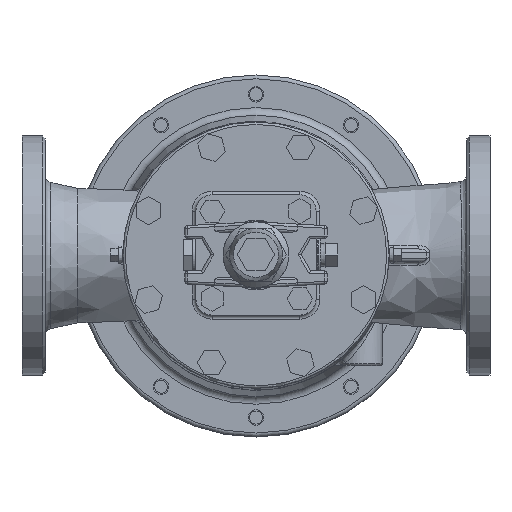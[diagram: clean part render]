
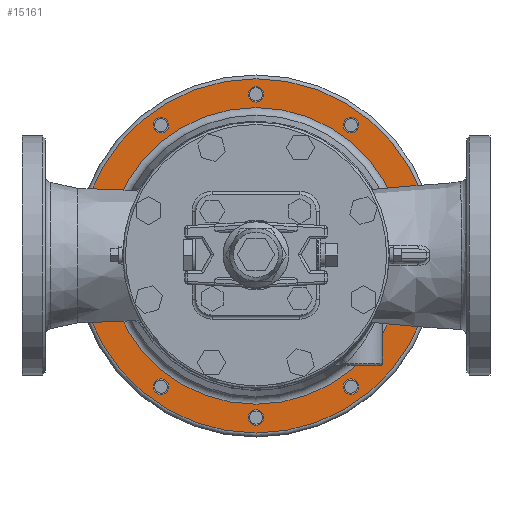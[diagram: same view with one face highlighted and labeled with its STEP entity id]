
A CAD part, top view. The second image highlights one B-rep face of the part: STEP entity #15161.
In plain terms, the highlighted planar face has unit normal (0, 0, 1).
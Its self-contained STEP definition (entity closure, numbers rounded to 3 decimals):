
#113=PLANE('',#16284);
#3257=FACE_BOUND('',#4802,.T.);
#3258=FACE_BOUND('',#4803,.T.);
#3259=FACE_BOUND('',#4804,.T.);
#3260=FACE_BOUND('',#4805,.T.);
#3261=FACE_BOUND('',#4806,.T.);
#3262=FACE_BOUND('',#4807,.T.);
#3263=FACE_BOUND('',#4808,.T.);
#3264=FACE_BOUND('',#4809,.T.);
#3265=FACE_BOUND('',#4810,.T.);
#3266=FACE_BOUND('',#4811,.T.);
#3267=FACE_BOUND('',#4812,.T.);
#3691=FACE_OUTER_BOUND('',#4801,.T.);
#4801=EDGE_LOOP('',(#11039));
#4802=EDGE_LOOP('',(#11040));
#4803=EDGE_LOOP('',(#11041));
#4804=EDGE_LOOP('',(#11042));
#4805=EDGE_LOOP('',(#11043));
#4806=EDGE_LOOP('',(#11044));
#4807=EDGE_LOOP('',(#11045));
#4808=EDGE_LOOP('',(#11046));
#4809=EDGE_LOOP('',(#11047));
#4810=EDGE_LOOP('',(#11048));
#4811=EDGE_LOOP('',(#11049));
#4812=EDGE_LOOP('',(#11050));
#6322=CIRCLE('',#16179,5.053);
#6324=CIRCLE('',#16182,5.053);
#6326=CIRCLE('',#16185,5.053);
#6328=CIRCLE('',#16188,5.053);
#6330=CIRCLE('',#16191,5.053);
#6332=CIRCLE('',#16194,5.053);
#6334=CIRCLE('',#16197,5.053);
#6336=CIRCLE('',#16200,5.053);
#6338=CIRCLE('',#16203,5.053);
#6340=CIRCLE('',#16206,5.053);
#6383=CIRCLE('',#16283,137.);
#6384=CIRCLE('',#16285,114.73);
#7091=VERTEX_POINT('',#23690);
#7093=VERTEX_POINT('',#23695);
#7095=VERTEX_POINT('',#23700);
#7097=VERTEX_POINT('',#23705);
#7099=VERTEX_POINT('',#23710);
#7101=VERTEX_POINT('',#23715);
#7103=VERTEX_POINT('',#23720);
#7105=VERTEX_POINT('',#23725);
#7107=VERTEX_POINT('',#23730);
#7109=VERTEX_POINT('',#23735);
#7194=VERTEX_POINT('',#25758);
#7195=VERTEX_POINT('',#25761);
#8543=EDGE_CURVE('',#7091,#7091,#6322,.T.);
#8545=EDGE_CURVE('',#7093,#7093,#6324,.T.);
#8547=EDGE_CURVE('',#7095,#7095,#6326,.T.);
#8549=EDGE_CURVE('',#7097,#7097,#6328,.T.);
#8551=EDGE_CURVE('',#7099,#7099,#6330,.T.);
#8553=EDGE_CURVE('',#7101,#7101,#6332,.T.);
#8555=EDGE_CURVE('',#7103,#7103,#6334,.T.);
#8557=EDGE_CURVE('',#7105,#7105,#6336,.T.);
#8559=EDGE_CURVE('',#7107,#7107,#6338,.T.);
#8561=EDGE_CURVE('',#7109,#7109,#6340,.T.);
#8688=EDGE_CURVE('',#7194,#7194,#6383,.T.);
#8689=EDGE_CURVE('',#7195,#7195,#6384,.T.);
#11039=ORIENTED_EDGE('',*,*,#8688,.F.);
#11040=ORIENTED_EDGE('',*,*,#8543,.T.);
#11041=ORIENTED_EDGE('',*,*,#8545,.T.);
#11042=ORIENTED_EDGE('',*,*,#8547,.T.);
#11043=ORIENTED_EDGE('',*,*,#8549,.T.);
#11044=ORIENTED_EDGE('',*,*,#8551,.T.);
#11045=ORIENTED_EDGE('',*,*,#8553,.T.);
#11046=ORIENTED_EDGE('',*,*,#8555,.T.);
#11047=ORIENTED_EDGE('',*,*,#8557,.T.);
#11048=ORIENTED_EDGE('',*,*,#8559,.T.);
#11049=ORIENTED_EDGE('',*,*,#8561,.T.);
#11050=ORIENTED_EDGE('',*,*,#8689,.F.);
#15161=ADVANCED_FACE('',(#3691,#3257,#3258,#3259,#3260,#3261,#3262,#3263,
#3264,#3265,#3266,#3267),#113,.T.);
#16179=AXIS2_PLACEMENT_3D('',#23691,#17940,#17941);
#16182=AXIS2_PLACEMENT_3D('',#23696,#17946,#17947);
#16185=AXIS2_PLACEMENT_3D('',#23701,#17952,#17953);
#16188=AXIS2_PLACEMENT_3D('',#23706,#17958,#17959);
#16191=AXIS2_PLACEMENT_3D('',#23711,#17964,#17965);
#16194=AXIS2_PLACEMENT_3D('',#23716,#17970,#17971);
#16197=AXIS2_PLACEMENT_3D('',#23721,#17976,#17977);
#16200=AXIS2_PLACEMENT_3D('',#23726,#17982,#17983);
#16203=AXIS2_PLACEMENT_3D('',#23731,#17988,#17989);
#16206=AXIS2_PLACEMENT_3D('',#23736,#17994,#17995);
#16283=AXIS2_PLACEMENT_3D('',#25759,#18160,#18161);
#16284=AXIS2_PLACEMENT_3D('',#25760,#18162,#18163);
#16285=AXIS2_PLACEMENT_3D('',#25762,#18164,#18165);
#17940=DIRECTION('center_axis',(0.,0.,-1.));
#17941=DIRECTION('ref_axis',(-0.809,0.588,0.));
#17946=DIRECTION('center_axis',(0.,0.,-1.));
#17947=DIRECTION('ref_axis',(-0.309,0.951,0.));
#17952=DIRECTION('center_axis',(0.,0.,-1.));
#17953=DIRECTION('ref_axis',(0.309,0.951,0.));
#17958=DIRECTION('center_axis',(0.,0.,-1.));
#17959=DIRECTION('ref_axis',(0.809,0.588,0.));
#17964=DIRECTION('center_axis',(0.,0.,-1.));
#17965=DIRECTION('ref_axis',(1.,0.,0.));
#17970=DIRECTION('center_axis',(0.,0.,-1.));
#17971=DIRECTION('ref_axis',(0.809,-0.588,0.));
#17976=DIRECTION('center_axis',(0.,0.,-1.));
#17977=DIRECTION('ref_axis',(0.309,-0.951,0.));
#17982=DIRECTION('center_axis',(0.,0.,-1.));
#17983=DIRECTION('ref_axis',(-0.309,-0.951,0.));
#17988=DIRECTION('center_axis',(0.,0.,-1.));
#17989=DIRECTION('ref_axis',(-0.809,-0.588,0.));
#17994=DIRECTION('center_axis',(0.,0.,-1.));
#17995=DIRECTION('ref_axis',(-1.,0.,0.));
#18160=DIRECTION('center_axis',(0.,0.,-1.));
#18161=DIRECTION('ref_axis',(-1.,0.,0.));
#18162=DIRECTION('center_axis',(0.,0.,1.));
#18163=DIRECTION('ref_axis',(1.,0.,0.));
#18164=DIRECTION('center_axis',(0.,0.,1.));
#18165=DIRECTION('ref_axis',(-1.,0.,0.));
#23690=CARTESIAN_POINT('',(77.561,98.157,30.));
#23691=CARTESIAN_POINT('Origin',(73.473,101.127,30.));
#23695=CARTESIAN_POINT('',(120.444,33.821,30.));
#23696=CARTESIAN_POINT('Origin',(118.882,38.627,30.));
#23700=CARTESIAN_POINT('',(117.321,-43.433,30.));
#23701=CARTESIAN_POINT('Origin',(118.882,-38.627,30.));
#23705=CARTESIAN_POINT('',(69.385,-104.097,30.));
#23706=CARTESIAN_POINT('Origin',(73.473,-101.127,30.));
#23710=CARTESIAN_POINT('',(-5.053,-125.,30.));
#23711=CARTESIAN_POINT('Origin',(0.,-125.,30.));
#23715=CARTESIAN_POINT('',(-77.561,-98.157,30.));
#23716=CARTESIAN_POINT('Origin',(-73.473,-101.127,30.));
#23720=CARTESIAN_POINT('',(-120.444,-33.821,30.));
#23721=CARTESIAN_POINT('Origin',(-118.882,-38.627,30.));
#23725=CARTESIAN_POINT('',(-117.321,43.433,30.));
#23726=CARTESIAN_POINT('Origin',(-118.882,38.627,30.));
#23730=CARTESIAN_POINT('',(-69.385,104.097,30.));
#23731=CARTESIAN_POINT('Origin',(-73.473,101.127,30.));
#23735=CARTESIAN_POINT('',(5.053,125.,30.));
#23736=CARTESIAN_POINT('Origin',(0.,125.,30.));
#25758=CARTESIAN_POINT('',(137.,0.,30.));
#25759=CARTESIAN_POINT('Origin',(0.,0.,30.));
#25760=CARTESIAN_POINT('Origin',(0.,0.,
30.));
#25761=CARTESIAN_POINT('',(114.73,0.,30.));
#25762=CARTESIAN_POINT('Origin',(0.,0.,30.));
